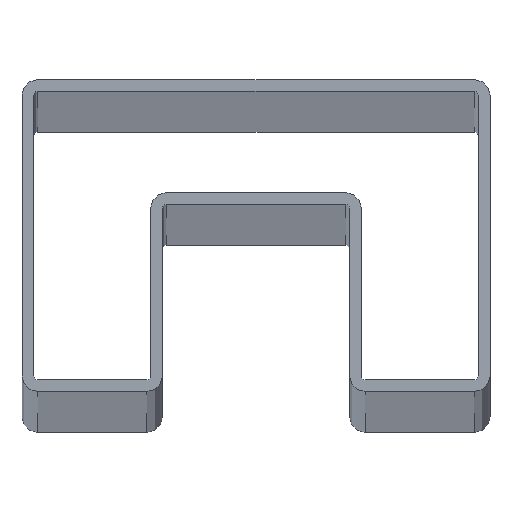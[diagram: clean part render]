
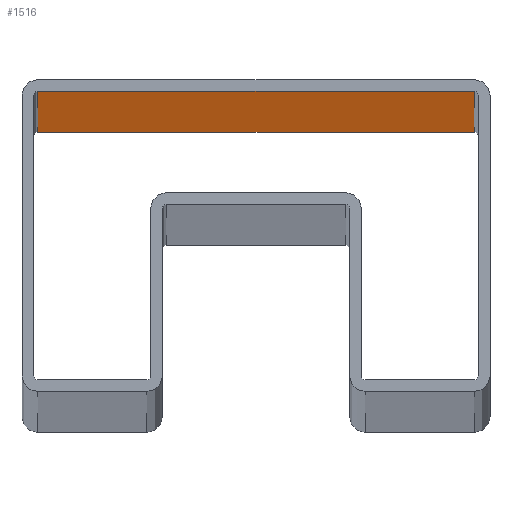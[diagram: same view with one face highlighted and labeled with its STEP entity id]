
A CAD part, top view. The second image highlights one B-rep face of the part: STEP entity #1516.
In plain terms, the highlighted planar face has unit normal (0, -1, 0).
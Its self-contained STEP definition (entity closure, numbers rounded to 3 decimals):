
#828 = EDGE_CURVE ( 'NONE', #8323, #4470, #16533, .T. ) ;
#959 = LINE ( 'NONE', #9187, #8533 ) ;
#1516 = ADVANCED_FACE ( 'NONE', ( #15391 ), #3555, .T. ) ;
#2261 = ORIENTED_EDGE ( 'NONE', *, *, #17145, .T. ) ;
#2567 = VECTOR ( 'NONE', #15656, 1000. ) ;
#3016 = LINE ( 'NONE', #17042, #2567 ) ;
#3555 = PLANE ( 'NONE',  #10344 ) ;
#3585 = ORIENTED_EDGE ( 'NONE', *, *, #13162, .F. ) ;
#4470 = VERTEX_POINT ( 'NONE', #15519 ) ;
#4984 = DIRECTION ( 'NONE',  ( -1., 0., 0. ) ) ;
#5348 = CARTESIAN_POINT ( 'NONE',  ( -28., 18.5, -1500. ) ) ;
#5754 = LINE ( 'NONE', #6177, #14924 ) ;
#6177 = CARTESIAN_POINT ( 'NONE',  ( -28., 18.5, -1500. ) ) ;
#6260 = EDGE_CURVE ( 'NONE', #8323, #12211, #3016, .T. ) ;
#6266 = ORIENTED_EDGE ( 'NONE', *, *, #6260, .F. ) ;
#6426 = DIRECTION ( 'NONE',  ( 0., 0., -1. ) ) ;
#7371 = ORIENTED_EDGE ( 'NONE', *, *, #828, .T. ) ;
#8323 = VERTEX_POINT ( 'NONE', #17898 ) ;
#8533 = VECTOR ( 'NONE', #10618, 1000. ) ;
#9187 = CARTESIAN_POINT ( 'NONE',  ( -28., 18.5, 1500. ) ) ;
#10344 = AXIS2_PLACEMENT_3D ( 'NONE', #12100, #18038, #6426 ) ;
#10618 = DIRECTION ( 'NONE',  ( 0., 0., -1. ) ) ;
#11440 = VERTEX_POINT ( 'NONE', #5348 ) ;
#12100 = CARTESIAN_POINT ( 'NONE',  ( -28., 18.5, 1500. ) ) ;
#12211 = VERTEX_POINT ( 'NONE', #17412 ) ;
#13025 = EDGE_LOOP ( 'NONE', ( #3585, #6266, #7371, #2261 ) ) ;
#13162 = EDGE_CURVE ( 'NONE', #12211, #11440, #5754, .T. ) ;
#13497 = DIRECTION ( 'NONE',  ( -1., 0., 0. ) ) ;
#14924 = VECTOR ( 'NONE', #4984, 1000. ) ;
#15391 = FACE_OUTER_BOUND ( 'NONE', #13025, .T. ) ;
#15519 = CARTESIAN_POINT ( 'NONE',  ( -28., 18.5, 1500. ) ) ;
#15656 = DIRECTION ( 'NONE',  ( 0., 0., -1. ) ) ;
#16533 = LINE ( 'NONE', #17519, #16971 ) ;
#16971 = VECTOR ( 'NONE', #13497, 1000. ) ;
#17042 = CARTESIAN_POINT ( 'NONE',  ( 28., 18.5, 1500. ) ) ;
#17145 = EDGE_CURVE ( 'NONE', #4470, #11440, #959, .T. ) ;
#17412 = CARTESIAN_POINT ( 'NONE',  ( 28., 18.5, -1500. ) ) ;
#17519 = CARTESIAN_POINT ( 'NONE',  ( -28., 18.5, 1500. ) ) ;
#17898 = CARTESIAN_POINT ( 'NONE',  ( 28., 18.5, 1500. ) ) ;
#18038 = DIRECTION ( 'NONE',  ( 0., -1., 0. ) ) ;
